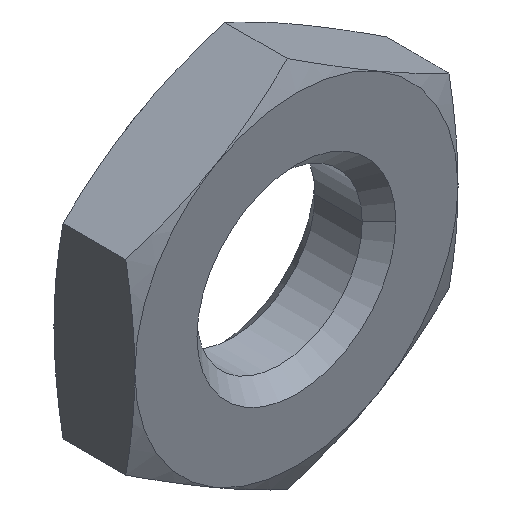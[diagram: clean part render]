
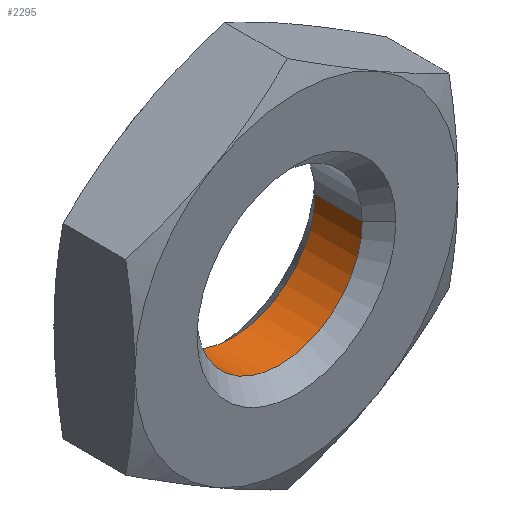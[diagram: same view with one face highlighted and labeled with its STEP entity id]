
A CAD part, isometric view. The second image highlights one B-rep face of the part: STEP entity #2295.
In plain terms, the highlighted cylindrical face has radius 3.324 mm (diameter 6.647 mm), a partial arc.
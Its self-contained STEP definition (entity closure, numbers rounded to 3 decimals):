
#249 = CONICAL_SURFACE('',#250,3.662,0.785);
#250 = AXIS2_PLACEMENT_3D('',#251,#252,#253);
#251 = CARTESIAN_POINT('',(162.,-161.662,-452.8));
#252 = DIRECTION('',(0.,-1.,0.));
#253 = DIRECTION('',(-1.,0.,0.));
#2071 = CONICAL_SURFACE('',#2072,3.662,0.785);
#2072 = AXIS2_PLACEMENT_3D('',#2073,#2074,#2075);
#2073 = CARTESIAN_POINT('',(162.,-159.088,-452.8));
#2074 = DIRECTION('',(0.,1.,0.));
#2075 = DIRECTION('',(1.,0.,0.));
#2119 = VERTEX_POINT('',#2120);
#2120 = CARTESIAN_POINT('',(165.324,-159.427,-452.8));
#2141 = EDGE_CURVE('',#2142,#2119,#2144,.T.);
#2142 = VERTEX_POINT('',#2143);
#2143 = CARTESIAN_POINT('',(158.677,-159.427,-452.8));
#2144 = SURFACE_CURVE('',#2145,(#2150,#2157),.PCURVE_S1.);
#2145 = CIRCLE('',#2146,3.324);
#2146 = AXIS2_PLACEMENT_3D('',#2147,#2148,#2149);
#2147 = CARTESIAN_POINT('',(162.,-159.427,-452.8));
#2148 = DIRECTION('',(0.,-1.,0.));
#2149 = DIRECTION('',(-1.,0.,0.));
#2150 = PCURVE('',#2071,#2151);
#2151 = DEFINITIONAL_REPRESENTATION('',(#2152),#2156);
#2152 = LINE('',#2153,#2154);
#2153 = CARTESIAN_POINT('',(3.142,-0.338));
#2154 = VECTOR('',#2155,1.);
#2155 = DIRECTION('',(-1.,0.));
#2156 = ( GEOMETRIC_REPRESENTATION_CONTEXT(2) 
PARAMETRIC_REPRESENTATION_CONTEXT() REPRESENTATION_CONTEXT('2D SPACE',''
  ) );
#2157 = PCURVE('',#2158,#2163);
#2158 = CYLINDRICAL_SURFACE('',#2159,3.324);
#2159 = AXIS2_PLACEMENT_3D('',#2160,#2161,#2162);
#2160 = CARTESIAN_POINT('',(162.,-158.588,-452.8));
#2161 = DIRECTION('',(0.,-1.,0.));
#2162 = DIRECTION('',(-1.,0.,0.));
#2163 = DEFINITIONAL_REPRESENTATION('',(#2164),#2168);
#2164 = LINE('',#2165,#2166);
#2165 = CARTESIAN_POINT('',(0.,0.839));
#2166 = VECTOR('',#2167,1.);
#2167 = DIRECTION('',(1.,0.));
#2168 = ( GEOMETRIC_REPRESENTATION_CONTEXT(2) 
PARAMETRIC_REPRESENTATION_CONTEXT() REPRESENTATION_CONTEXT('2D SPACE',''
  ) );
#2211 = CYLINDRICAL_SURFACE('',#2212,3.324);
#2212 = AXIS2_PLACEMENT_3D('',#2213,#2214,#2215);
#2213 = CARTESIAN_POINT('',(162.,-158.588,-452.8));
#2214 = DIRECTION('',(0.,-1.,0.));
#2215 = DIRECTION('',(-1.,0.,0.));
#2227 = EDGE_CURVE('',#2142,#2228,#2230,.T.);
#2228 = VERTEX_POINT('',#2229);
#2229 = CARTESIAN_POINT('',(158.677,-161.324,-452.8));
#2230 = SURFACE_CURVE('',#2231,(#2235,#2242),.PCURVE_S1.);
#2231 = LINE('',#2232,#2233);
#2232 = CARTESIAN_POINT('',(158.677,-159.427,-452.8));
#2233 = VECTOR('',#2234,1.);
#2234 = DIRECTION('',(0.,-1.,0.));
#2235 = PCURVE('',#2211,#2236);
#2236 = DEFINITIONAL_REPRESENTATION('',(#2237),#2241);
#2237 = LINE('',#2238,#2239);
#2238 = CARTESIAN_POINT('',(6.283,0.839));
#2239 = VECTOR('',#2240,1.);
#2240 = DIRECTION('',(0.,1.));
#2241 = ( GEOMETRIC_REPRESENTATION_CONTEXT(2) 
PARAMETRIC_REPRESENTATION_CONTEXT() REPRESENTATION_CONTEXT('2D SPACE',''
  ) );
#2242 = PCURVE('',#2158,#2243);
#2243 = DEFINITIONAL_REPRESENTATION('',(#2244),#2248);
#2244 = LINE('',#2245,#2246);
#2245 = CARTESIAN_POINT('',(0.,0.839));
#2246 = VECTOR('',#2247,1.);
#2247 = DIRECTION('',(0.,1.));
#2248 = ( GEOMETRIC_REPRESENTATION_CONTEXT(2) 
PARAMETRIC_REPRESENTATION_CONTEXT() REPRESENTATION_CONTEXT('2D SPACE',''
  ) );
#2251 = VERTEX_POINT('',#2252);
#2252 = CARTESIAN_POINT('',(165.324,-161.324,-452.8));
#2274 = EDGE_CURVE('',#2119,#2251,#2275,.T.);
#2275 = SURFACE_CURVE('',#2276,(#2280,#2287),.PCURVE_S1.);
#2276 = LINE('',#2277,#2278);
#2277 = CARTESIAN_POINT('',(165.324,-159.427,-452.8));
#2278 = VECTOR('',#2279,1.);
#2279 = DIRECTION('',(0.,-1.,0.));
#2280 = PCURVE('',#2211,#2281);
#2281 = DEFINITIONAL_REPRESENTATION('',(#2282),#2286);
#2282 = LINE('',#2283,#2284);
#2283 = CARTESIAN_POINT('',(3.142,0.839));
#2284 = VECTOR('',#2285,1.);
#2285 = DIRECTION('',(0.,1.));
#2286 = ( GEOMETRIC_REPRESENTATION_CONTEXT(2) 
PARAMETRIC_REPRESENTATION_CONTEXT() REPRESENTATION_CONTEXT('2D SPACE',''
  ) );
#2287 = PCURVE('',#2158,#2288);
#2288 = DEFINITIONAL_REPRESENTATION('',(#2289),#2293);
#2289 = LINE('',#2290,#2291);
#2290 = CARTESIAN_POINT('',(3.142,0.839));
#2291 = VECTOR('',#2292,1.);
#2292 = DIRECTION('',(0.,1.));
#2293 = ( GEOMETRIC_REPRESENTATION_CONTEXT(2) 
PARAMETRIC_REPRESENTATION_CONTEXT() REPRESENTATION_CONTEXT('2D SPACE',''
  ) );
#2295 = ADVANCED_FACE('',(#2296),#2158,.F.);
#2296 = FACE_BOUND('',#2297,.F.);
#2297 = EDGE_LOOP('',(#2298,#2299,#2300,#2301));
#2298 = ORIENTED_EDGE('',*,*,#2227,.F.);
#2299 = ORIENTED_EDGE('',*,*,#2141,.T.);
#2300 = ORIENTED_EDGE('',*,*,#2274,.T.);
#2301 = ORIENTED_EDGE('',*,*,#2302,.F.);
#2302 = EDGE_CURVE('',#2228,#2251,#2303,.T.);
#2303 = SURFACE_CURVE('',#2304,(#2309,#2316),.PCURVE_S1.);
#2304 = CIRCLE('',#2305,3.324);
#2305 = AXIS2_PLACEMENT_3D('',#2306,#2307,#2308);
#2306 = CARTESIAN_POINT('',(162.,-161.324,-452.8));
#2307 = DIRECTION('',(0.,-1.,0.));
#2308 = DIRECTION('',(-1.,0.,0.));
#2309 = PCURVE('',#2158,#2310);
#2310 = DEFINITIONAL_REPRESENTATION('',(#2311),#2315);
#2311 = LINE('',#2312,#2313);
#2312 = CARTESIAN_POINT('',(0.,2.736));
#2313 = VECTOR('',#2314,1.);
#2314 = DIRECTION('',(1.,0.));
#2315 = ( GEOMETRIC_REPRESENTATION_CONTEXT(2) 
PARAMETRIC_REPRESENTATION_CONTEXT() REPRESENTATION_CONTEXT('2D SPACE',''
  ) );
#2316 = PCURVE('',#249,#2317);
#2317 = DEFINITIONAL_REPRESENTATION('',(#2318),#2322);
#2318 = LINE('',#2319,#2320);
#2319 = CARTESIAN_POINT('',(0.,-0.338));
#2320 = VECTOR('',#2321,1.);
#2321 = DIRECTION('',(1.,0.));
#2322 = ( GEOMETRIC_REPRESENTATION_CONTEXT(2) 
PARAMETRIC_REPRESENTATION_CONTEXT() REPRESENTATION_CONTEXT('2D SPACE',''
  ) );
